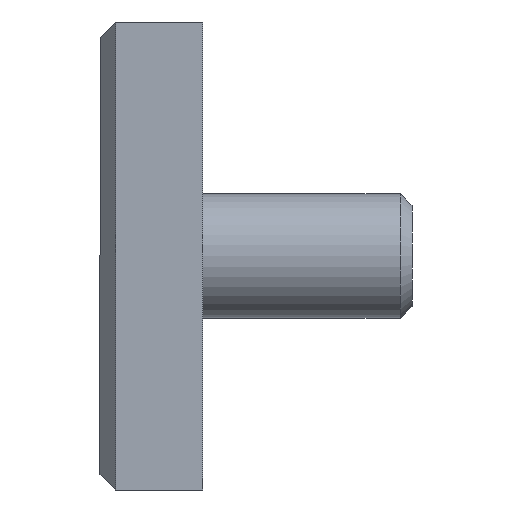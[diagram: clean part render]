
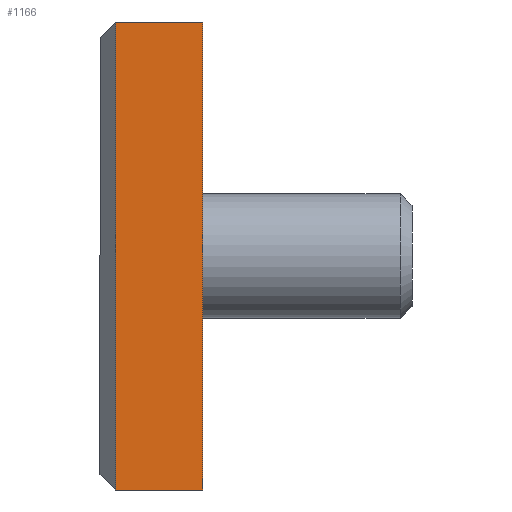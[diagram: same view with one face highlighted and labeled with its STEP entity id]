
A CAD part, left-side view. The second image highlights one B-rep face of the part: STEP entity #1166.
In plain terms, the highlighted face is planar.
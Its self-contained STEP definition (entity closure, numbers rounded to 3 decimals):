
#39 = LINE ( 'NONE', #1639, #1159 ) ;
#139 = VECTOR ( 'NONE', #621, 1000. ) ;
#322 = ORIENTED_EDGE ( 'NONE', *, *, #1625, .T. ) ;
#339 = ORIENTED_EDGE ( 'NONE', *, *, #1459, .F. ) ;
#473 = VERTEX_POINT ( 'NONE', #588 ) ;
#588 = CARTESIAN_POINT ( 'NONE',  ( 25., -1.15, -7.5 ) ) ;
#621 = DIRECTION ( 'NONE',  ( 0., -1., 0. ) ) ;
#723 = AXIS2_PLACEMENT_3D ( 'NONE', #1769, #1057, #1630 ) ;
#788 = CARTESIAN_POINT ( 'NONE',  ( 25., -1.15, -7.5 ) ) ;
#827 = EDGE_LOOP ( 'NONE', ( #1149, #322, #339, #1515 ) ) ;
#866 = CARTESIAN_POINT ( 'NONE',  ( 25., 1.65, 7.5 ) ) ;
#884 = CARTESIAN_POINT ( 'NONE',  ( 25., -1.15, 7.5 ) ) ;
#911 = VERTEX_POINT ( 'NONE', #884 ) ;
#1037 = VECTOR ( 'NONE', #1073, 1000. ) ;
#1057 = DIRECTION ( 'NONE',  ( -1., 0., 0. ) ) ;
#1073 = DIRECTION ( 'NONE',  ( 0., 0., -1. ) ) ;
#1077 = PLANE ( 'NONE',  #723 ) ;
#1105 = EDGE_CURVE ( 'NONE', #1679, #911, #39, .T. ) ;
#1149 = ORIENTED_EDGE ( 'NONE', *, *, #1105, .T. ) ;
#1159 = VECTOR ( 'NONE', #1229, 1000. ) ;
#1166 = ADVANCED_FACE ( 'NONE', ( #1792 ), #1077, .F. ) ;
#1191 = VECTOR ( 'NONE', #1234, 1000. ) ;
#1229 = DIRECTION ( 'NONE',  ( 0., -1., 0. ) ) ;
#1234 = DIRECTION ( 'NONE',  ( 0., 0., -1. ) ) ;
#1327 = LINE ( 'NONE', #1473, #139 ) ;
#1381 = VERTEX_POINT ( 'NONE', #1500 ) ;
#1437 = EDGE_CURVE ( 'NONE', #1679, #1381, #1466, .T. ) ;
#1459 = EDGE_CURVE ( 'NONE', #1381, #473, #1327, .T. ) ;
#1466 = LINE ( 'NONE', #1616, #1037 ) ;
#1473 = CARTESIAN_POINT ( 'NONE',  ( 25., 1.65, -7.5 ) ) ;
#1500 = CARTESIAN_POINT ( 'NONE',  ( 25., 1.65, -7.5 ) ) ;
#1515 = ORIENTED_EDGE ( 'NONE', *, *, #1437, .F. ) ;
#1552 = LINE ( 'NONE', #788, #1191 ) ;
#1616 = CARTESIAN_POINT ( 'NONE',  ( 25., 1.65, 7.5 ) ) ;
#1625 = EDGE_CURVE ( 'NONE', #911, #473, #1552, .T. ) ;
#1630 = DIRECTION ( 'NONE',  ( 0., 0., 1. ) ) ;
#1639 = CARTESIAN_POINT ( 'NONE',  ( 25., 1.65, 7.5 ) ) ;
#1679 = VERTEX_POINT ( 'NONE', #866 ) ;
#1769 = CARTESIAN_POINT ( 'NONE',  ( 25., 1.65, 7.5 ) ) ;
#1792 = FACE_OUTER_BOUND ( 'NONE', #827, .T. ) ;
